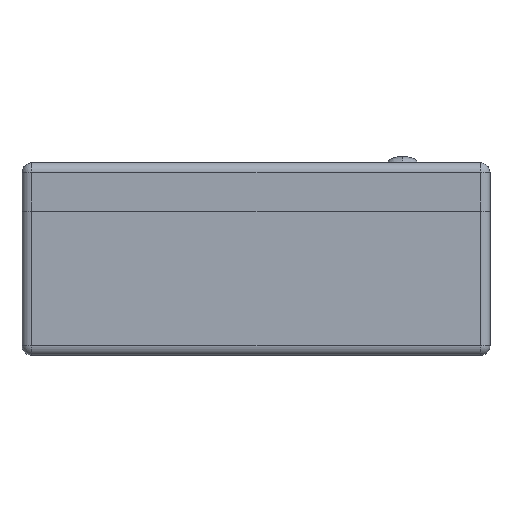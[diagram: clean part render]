
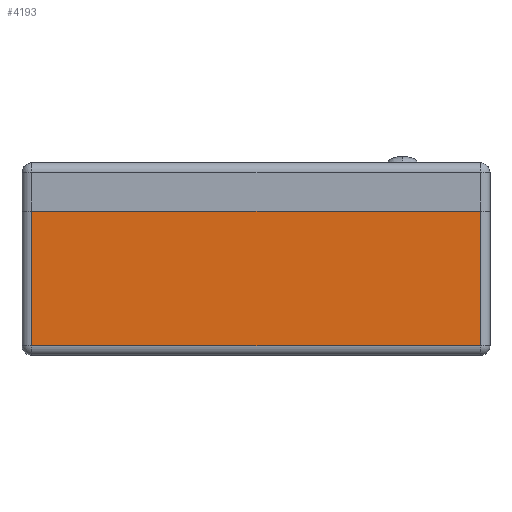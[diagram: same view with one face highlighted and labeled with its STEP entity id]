
A CAD part, left-side view. The second image highlights one B-rep face of the part: STEP entity #4193.
In plain terms, the highlighted planar face has unit normal (-1, 0, 0).
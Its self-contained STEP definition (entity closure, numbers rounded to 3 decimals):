
#3185=DIRECTION('',(0.,1.,0.));
#3186=VECTOR('',#3185,57.5);
#3187=CARTESIAN_POINT('',(-36.,-28.75,-17.));
#3188=LINE('',#3187,#3186);
#3254=DIRECTION('',(0.,0.,-1.));
#3255=VECTOR('',#3254,17.25);
#3256=CARTESIAN_POINT('',(-36.,-28.75,0.25));
#3257=LINE('',#3256,#3255);
#3258=DIRECTION('',(0.,0.,1.));
#3259=VECTOR('',#3258,17.25);
#3260=CARTESIAN_POINT('',(-36.,28.75,-17.));
#3261=LINE('',#3260,#3259);
#3262=DIRECTION('',(0.,-1.,0.));
#3263=VECTOR('',#3262,57.5);
#3264=CARTESIAN_POINT('',(-36.,28.75,0.25));
#3265=LINE('',#3264,#3263);
#3628=CARTESIAN_POINT('',(-36.,-28.75,-17.));
#3630=VERTEX_POINT('',#3628);
#3631=CARTESIAN_POINT('',(-36.,-28.75,0.25));
#3632=VERTEX_POINT('',#3631);
#3633=CARTESIAN_POINT('',(-36.,28.75,0.25));
#3634=VERTEX_POINT('',#3633);
#3637=CARTESIAN_POINT('',(-36.,28.75,-17.));
#3639=VERTEX_POINT('',#3637);
#4180=CARTESIAN_POINT('',(-36.,30.,0.));
#4181=DIRECTION('',(-1.,0.,0.));
#4182=DIRECTION('',(0.,-1.,0.));
#4183=AXIS2_PLACEMENT_3D('',#4180,#4181,#4182);
#4184=PLANE('',#4183);
#4185=ORIENTED_EDGE('',*,*,#4172,.T.);
#4186=ORIENTED_EDGE('',*,*,#4083,.T.);
#4188=ORIENTED_EDGE('',*,*,#4187,.T.);
#4190=ORIENTED_EDGE('',*,*,#4189,.T.);
#4191=EDGE_LOOP('',(#4185,#4186,#4188,#4190));
#4192=FACE_OUTER_BOUND('',#4191,.F.);
#4083=EDGE_CURVE('',#3630,#3639,#3188,.T.);
#4172=EDGE_CURVE('',#3632,#3630,#3257,.T.);
#4187=EDGE_CURVE('',#3639,#3634,#3261,.T.);
#4189=EDGE_CURVE('',#3634,#3632,#3265,.T.);
#4193=ADVANCED_FACE('',(#4192),#4184,.T.);
